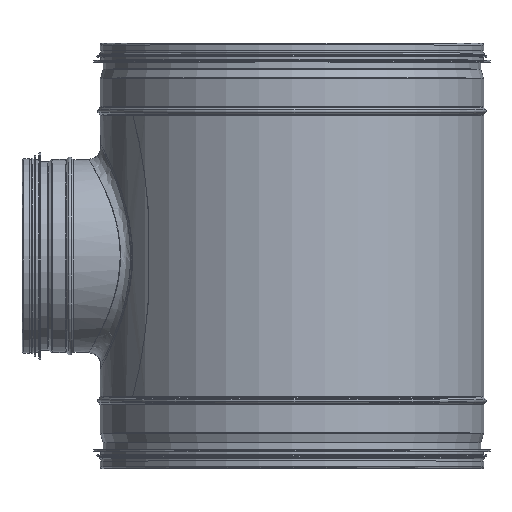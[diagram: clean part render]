
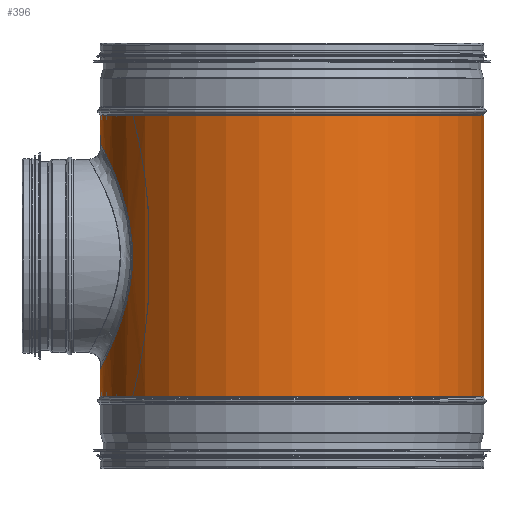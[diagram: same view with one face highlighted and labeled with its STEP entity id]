
A CAD part, top view. The second image highlights one B-rep face of the part: STEP entity #396.
In plain terms, the highlighted cylindrical face has radius 156.925 mm (diameter 313.85 mm), a full revolution.
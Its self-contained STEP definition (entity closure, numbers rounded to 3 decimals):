
#125=CARTESIAN_POINT('',(-130.925,173.5,-86.511));
#126=VERTEX_POINT('',#125);
#162=CARTESIAN_POINT('',(-130.925,173.5,86.511));
#163=VERTEX_POINT('',#162);
#186=CARTESIAN_POINT('',(-156.925,81.,0.));
#187=VERTEX_POINT('',#186);
#188=CARTESIAN_POINT('',(-130.925,173.5,86.511));
#189=CARTESIAN_POINT('',(-130.925,167.785,86.511));
#190=CARTESIAN_POINT('',(-131.259,161.898,86.012));
#191=CARTESIAN_POINT('',(-132.601,150.215,83.929));
#192=CARTESIAN_POINT('',(-133.606,144.419,82.346));
#193=CARTESIAN_POINT('',(-136.092,133.298,78.169));
#194=CARTESIAN_POINT('',(-137.571,127.965,75.573));
#195=CARTESIAN_POINT('',(-140.707,118.056,69.559));
#196=CARTESIAN_POINT('',(-142.362,113.481,66.141));
#197=CARTESIAN_POINT('',(-145.568,105.249,58.752));
#198=CARTESIAN_POINT('',(-147.24,101.302,54.5));
#199=CARTESIAN_POINT('',(-150.382,94.262,45.114));
#200=CARTESIAN_POINT('',(-151.849,91.168,39.98));
#201=CARTESIAN_POINT('',(-154.298,86.139,29.129));
#202=CARTESIAN_POINT('',(-155.282,84.2,23.399));
#203=CARTESIAN_POINT('',(-156.595,81.63,11.737));
#204=CARTESIAN_POINT('',(-156.925,81.,5.803));
#205=CARTESIAN_POINT('',(-156.925,81.,0.));
#206=B_SPLINE_CURVE_WITH_KNOTS('',3,(#188,#189,#190,#191,#192,#193,#194,#195,#196,#197,#198,#199,#200,#201,#202,#203,#204,#205),.UNSPECIFIED.,.F.,.U.,(4,2,2,2,2,2,2,2,4),(0.0,1.714,3.429,5.143,6.858,8.599,10.339,12.08,13.821),.UNSPECIFIED.);
#207=EDGE_CURVE('',#163,#187,#206,.T.);
#248=CARTESIAN_POINT('',(-156.925,81.,0.));
#249=CARTESIAN_POINT('',(-156.925,81.,-5.803));
#250=CARTESIAN_POINT('',(-156.595,81.63,-11.737));
#251=CARTESIAN_POINT('',(-155.282,84.2,-23.399));
#252=CARTESIAN_POINT('',(-154.298,86.139,-29.129));
#253=CARTESIAN_POINT('',(-151.849,91.168,-39.98));
#254=CARTESIAN_POINT('',(-150.382,94.262,-45.114));
#255=CARTESIAN_POINT('',(-147.24,101.302,-54.5));
#256=CARTESIAN_POINT('',(-145.568,105.249,-58.752));
#257=CARTESIAN_POINT('',(-142.362,113.481,-66.141));
#258=CARTESIAN_POINT('',(-140.707,118.056,-69.559));
#259=CARTESIAN_POINT('',(-137.571,127.965,-75.573));
#260=CARTESIAN_POINT('',(-136.092,133.298,-78.169));
#261=CARTESIAN_POINT('',(-133.606,144.419,-82.346));
#262=CARTESIAN_POINT('',(-132.601,150.215,-83.929));
#263=CARTESIAN_POINT('',(-131.259,161.898,-86.012));
#264=CARTESIAN_POINT('',(-130.925,167.785,-86.511));
#265=CARTESIAN_POINT('',(-130.925,173.5,-86.511));
#266=B_SPLINE_CURVE_WITH_KNOTS('',3,(#248,#249,#250,#251,#252,#253,#254,#255,#256,#257,#258,#259,#260,#261,#262,#263,#264,#265),.UNSPECIFIED.,.F.,.U.,(4,2,2,2,2,2,2,2,4),(13.821,15.562,17.303,19.044,20.784,22.499,24.213,25.928,27.642),.UNSPECIFIED.);
#267=EDGE_CURVE('',#187,#126,#266,.T.);
#277=CARTESIAN_POINT('',(-156.925,266.0,0.));
#278=VERTEX_POINT('',#277);
#279=CARTESIAN_POINT('',(-156.925,266.0,0.));
#280=CARTESIAN_POINT('',(-156.925,266.0,5.803));
#281=CARTESIAN_POINT('',(-156.595,265.37,11.737));
#282=CARTESIAN_POINT('',(-155.282,262.8,23.399));
#283=CARTESIAN_POINT('',(-154.298,260.861,29.129));
#284=CARTESIAN_POINT('',(-151.849,255.832,39.98));
#285=CARTESIAN_POINT('',(-150.382,252.738,45.114));
#286=CARTESIAN_POINT('',(-147.24,245.698,54.5));
#287=CARTESIAN_POINT('',(-145.568,241.751,58.752));
#288=CARTESIAN_POINT('',(-142.362,233.519,66.141));
#289=CARTESIAN_POINT('',(-140.707,228.944,69.559));
#290=CARTESIAN_POINT('',(-137.571,219.035,75.573));
#291=CARTESIAN_POINT('',(-136.092,213.702,78.169));
#292=CARTESIAN_POINT('',(-133.606,202.581,82.346));
#293=CARTESIAN_POINT('',(-132.601,196.785,83.929));
#294=CARTESIAN_POINT('',(-131.259,185.102,86.012));
#295=CARTESIAN_POINT('',(-130.925,179.215,86.511));
#296=CARTESIAN_POINT('',(-130.925,173.5,86.511));
#297=B_SPLINE_CURVE_WITH_KNOTS('',3,(#279,#280,#281,#282,#283,#284,#285,#286,#287,#288,#289,#290,#291,#292,#293,#294,#295,#296),.UNSPECIFIED.,.F.,.U.,(4,2,2,2,2,2,2,2,4),(41.463,43.204,44.945,46.686,48.427,50.141,51.855,53.57,55.284),.UNSPECIFIED.);
#298=EDGE_CURVE('',#278,#163,#297,.T.);
#300=CARTESIAN_POINT('',(-130.925,173.5,-86.511));
#301=CARTESIAN_POINT('',(-130.925,179.215,-86.511));
#302=CARTESIAN_POINT('',(-131.259,185.102,-86.012));
#303=CARTESIAN_POINT('',(-132.601,196.785,-83.929));
#304=CARTESIAN_POINT('',(-133.606,202.581,-82.346));
#305=CARTESIAN_POINT('',(-136.092,213.702,-78.169));
#306=CARTESIAN_POINT('',(-137.571,219.035,-75.573));
#307=CARTESIAN_POINT('',(-140.707,228.944,-69.559));
#308=CARTESIAN_POINT('',(-142.362,233.519,-66.141));
#309=CARTESIAN_POINT('',(-145.568,241.751,-58.752));
#310=CARTESIAN_POINT('',(-147.24,245.698,-54.5));
#311=CARTESIAN_POINT('',(-150.382,252.738,-45.114));
#312=CARTESIAN_POINT('',(-151.849,255.832,-39.98));
#313=CARTESIAN_POINT('',(-154.298,260.861,-29.129));
#314=CARTESIAN_POINT('',(-155.282,262.8,-23.399));
#315=CARTESIAN_POINT('',(-156.595,265.37,-11.737));
#316=CARTESIAN_POINT('',(-156.925,266.0,-5.803));
#317=CARTESIAN_POINT('',(-156.925,266.0,0.));
#318=B_SPLINE_CURVE_WITH_KNOTS('',3,(#300,#301,#302,#303,#304,#305,#306,#307,#308,#309,#310,#311,#312,#313,#314,#315,#316,#317),.UNSPECIFIED.,.F.,.U.,(4,2,2,2,2,2,2,2,4),(27.642,29.357,31.071,32.785,34.5,36.241,37.982,39.722,41.463),.UNSPECIFIED.);
#319=EDGE_CURVE('',#126,#278,#318,.T.);
#363=CARTESIAN_POINT('',(0.0,116.,0.0));
#364=DIRECTION('',(0.0,-1.0,0.0));
#365=DIRECTION('',(1.0,0.0,0.0));
#366=AXIS2_PLACEMENT_3D('',#363,#364,#365);
#367=CYLINDRICAL_SURFACE('',#366,156.925);
#368=CARTESIAN_POINT('',(156.925,288.5,0.0));
#369=VERTEX_POINT('',#368);
#370=CARTESIAN_POINT('',(0.0,288.5,0.0));
#371=DIRECTION('',(0.0,-1.0,0.0));
#372=DIRECTION('',(1.0,0.0,0.0));
#373=AXIS2_PLACEMENT_3D('',#370,#371,#372);
#374=CIRCLE('',#373,156.925);
#375=EDGE_CURVE('',#369,#369,#374,.T.);
#376=ORIENTED_EDGE('',*,*,#375,.T.);
#377=EDGE_LOOP('',(#376));
#378=FACE_OUTER_BOUND('',#377,.T.);
#379=ORIENTED_EDGE('',*,*,#267,.T.);
#380=ORIENTED_EDGE('',*,*,#319,.T.);
#381=ORIENTED_EDGE('',*,*,#298,.T.);
#382=ORIENTED_EDGE('',*,*,#207,.T.);
#383=EDGE_LOOP('',(#379,#380,#381,#382));
#384=FACE_BOUND('',#383,.T.);
#385=CARTESIAN_POINT('',(156.925,58.5,0.0));
#386=VERTEX_POINT('',#385);
#387=CARTESIAN_POINT('',(0.0,58.5,0.0));
#388=DIRECTION('',(0.0,-1.0,0.0));
#389=DIRECTION('',(1.0,0.0,0.0));
#390=AXIS2_PLACEMENT_3D('',#387,#388,#389);
#391=CIRCLE('',#390,156.925);
#392=EDGE_CURVE('',#386,#386,#391,.T.);
#393=ORIENTED_EDGE('',*,*,#392,.F.);
#394=EDGE_LOOP('',(#393));
#395=FACE_BOUND('',#394,.T.);
#396=ADVANCED_FACE('',(#378,#384,#395),#367,.T.);
